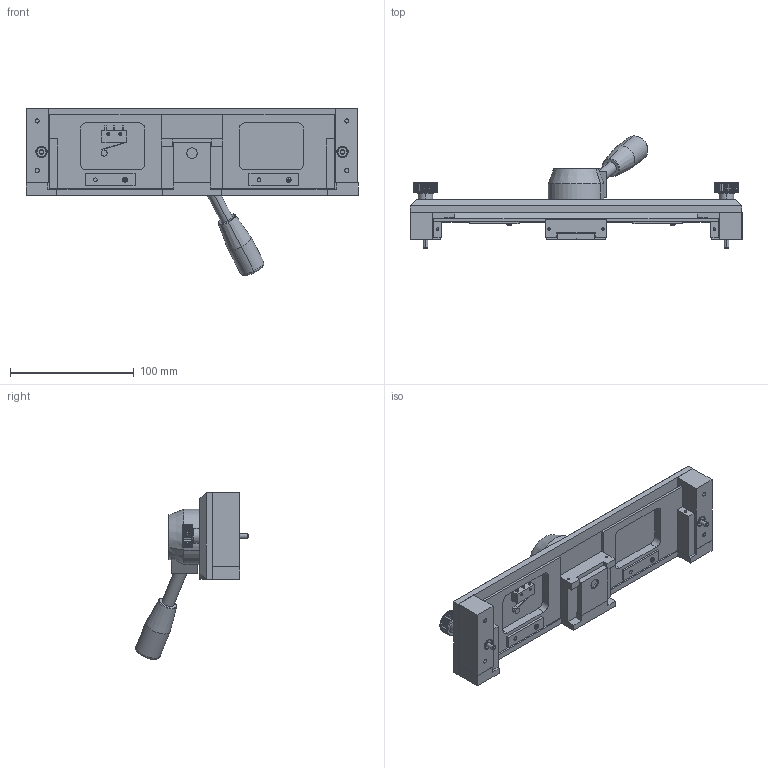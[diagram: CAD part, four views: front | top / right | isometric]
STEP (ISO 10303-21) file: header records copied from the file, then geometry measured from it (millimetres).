
FILE_DESCRIPTION (( 'STEP AP214' ), '1' );
FILE_NAME ('12559~2.STEP', '2017-12-13T09:51:06', ( '' ), ( '' ), 'SwSTEP 2.0', 'SolidWorks 2016', '' );
FILE_SCHEMA (( 'AUTOMOTIVE_DESIGN' ));
Length unit declared in the file: millimetre
Products named in the file (15): 18420~0_KUNDE<Default>; 4214~0; 3485~0; 2788~3; 12342~0; 4896~0_<Default>; 13982~0_S; 18421~1_KUNDE<Default>; 4902~4; 1612~0_KUNDE<Standard>; 3426~0_S; 4900~6_KUNDE<Default>; 12559~2; 11279~1; 17196~0_S
Assembly tree (19 placements, depth 2):
  12559~2
    18421~1_KUNDE<Default>
    4900~6_KUNDE<Default>
    4896~0_<Default>  x2
    18420~0_KUNDE<Default>
    2788~3  x2
    4902~4
    13982~0_S  x2
    17196~0_S
    4214~0
    12342~0
    1612~0_KUNDE<Standard>
    3485~0
    11279~1  x2
    3426~0_S  x2
Bounding box: 268 x 90.81 x 134.69 mm (x, y, z)
Volume: 397818.9 mm3; surface area: 122046.2 mm2
Topology: 19 solids, 19 shells, 982 faces, 2567 edges, 1653 vertices
Faces by surface type: plane 545, cylinder 265, cone 68, bspline 58, torus 40, sphere 6
Entity records: 33794 total; most frequent: CARTESIAN_POINT 12860, ORIENTED_EDGE 3668, DIRECTION 3330, EDGE_CURVE 1834, VERTEX_POINT 1195, AXIS2_PLACEMENT_3D 1160, LINE 1010, VECTOR 1010
